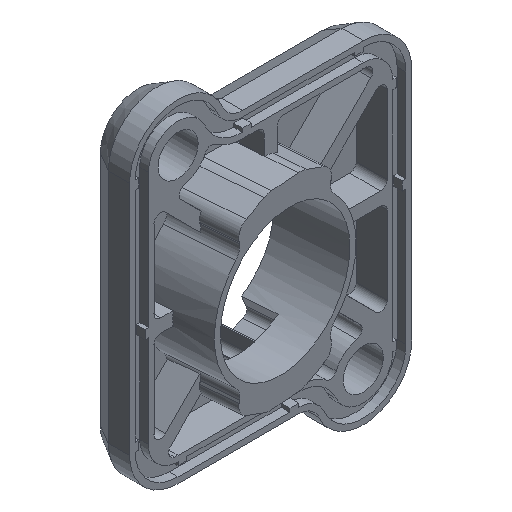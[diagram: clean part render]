
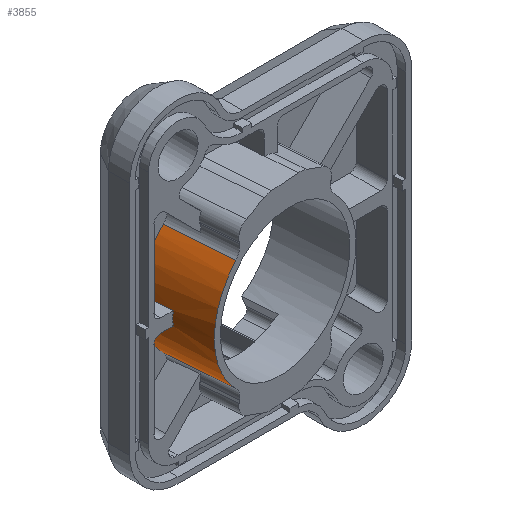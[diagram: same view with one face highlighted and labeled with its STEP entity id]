
A CAD part, isometric view. The second image highlights one B-rep face of the part: STEP entity #3855.
In plain terms, the highlighted cylindrical face has radius 17.5 mm (diameter 35 mm), a partial arc.
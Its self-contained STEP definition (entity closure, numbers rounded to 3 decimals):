
#211=FACE_OUTER_BOUND('',#419,.T.);
#419=EDGE_LOOP('',(#2788,#2789,#2790,#2791,#2792,#2793,#2794,#2795));
#610=CIRCLE('',#4155,17.5);
#753=LINE('',#5758,#1152);
#808=LINE('',#5924,#1207);
#835=LINE('',#6017,#1234);
#836=LINE('',#6020,#1235);
#1152=VECTOR('',#4550,10.);
#1207=VECTOR('',#4709,10.);
#1234=VECTOR('',#4800,10.);
#1235=VECTOR('',#4803,10.);
#1561=ELLIPSE('',#4154,17.554,17.5);
#1562=ELLIPSE('',#4156,17.554,17.5);
#1563=ELLIPSE('',#4157,17.554,17.5);
#1623=VERTEX_POINT('',#5755);
#1624=VERTEX_POINT('',#5757);
#1681=VERTEX_POINT('',#5920);
#1683=VERTEX_POINT('',#5923);
#1715=VERTEX_POINT('',#6011);
#1716=VERTEX_POINT('',#6014);
#1717=VERTEX_POINT('',#6016);
#1718=VERTEX_POINT('',#6018);
#2022=EDGE_CURVE('',#1624,#1623,#753,.T.);
#2103=EDGE_CURVE('',#1681,#1683,#808,.T.);
#2146=EDGE_CURVE('',#1624,#1715,#1561,.T.);
#2147=EDGE_CURVE('',#1623,#1683,#610,.T.);
#2148=EDGE_CURVE('',#1716,#1681,#1562,.T.);
#2149=EDGE_CURVE('',#1717,#1716,#835,.T.);
#2150=EDGE_CURVE('',#1718,#1717,#1563,.T.);
#2151=EDGE_CURVE('',#1715,#1718,#836,.T.);
#2788=ORIENTED_EDGE('',*,*,#2146,.F.);
#2789=ORIENTED_EDGE('',*,*,#2022,.T.);
#2790=ORIENTED_EDGE('',*,*,#2147,.T.);
#2791=ORIENTED_EDGE('',*,*,#2103,.F.);
#2792=ORIENTED_EDGE('',*,*,#2148,.F.);
#2793=ORIENTED_EDGE('',*,*,#2149,.F.);
#2794=ORIENTED_EDGE('',*,*,#2150,.F.);
#2795=ORIENTED_EDGE('',*,*,#2151,.F.);
#3755=CYLINDRICAL_SURFACE('',#4153,17.5);
#3855=ADVANCED_FACE('',(#211),#3755,.T.);
#4153=AXIS2_PLACEMENT_3D('',#6010,#4792,#4793);
#4154=AXIS2_PLACEMENT_3D('',#6012,#4794,#4795);
#4155=AXIS2_PLACEMENT_3D('',#6013,#4796,#4797);
#4156=AXIS2_PLACEMENT_3D('',#6015,#4798,#4799);
#4157=AXIS2_PLACEMENT_3D('',#6019,#4801,#4802);
#4550=DIRECTION('',(0.078,-0.997,0.));
#4709=DIRECTION('',(0.078,-0.997,0.));
#4792=DIRECTION('center_axis',(-0.078,0.997,0.));
#4793=DIRECTION('ref_axis',(-0.692,-0.054,-0.72));
#4794=DIRECTION('center_axis',(0.,1.,0.));
#4795=DIRECTION('ref_axis',(-1.,0.,0.));
#4796=DIRECTION('center_axis',(-0.078,0.997,0.));
#4797=DIRECTION('ref_axis',(-0.692,-0.054,-0.72));
#4798=DIRECTION('center_axis',(0.,1.,0.));
#4799=DIRECTION('ref_axis',(-1.,0.,0.));
#4800=DIRECTION('',(-0.078,0.997,0.));
#4801=DIRECTION('center_axis',(0.,1.,0.));
#4802=DIRECTION('ref_axis',(-1.,0.,0.));
#4803=DIRECTION('',(0.078,-0.997,0.));
#5755=CARTESIAN_POINT('',(-16.157,-8.295,-12.597));
#5757=CARTESIAN_POINT('',(-17.361,7.,-12.597));
#5758=CARTESIAN_POINT('',(-17.727,11.643,-12.597));
#5920=CARTESIAN_POINT('',(-17.361,7.,12.597));
#5923=CARTESIAN_POINT('',(-16.157,-8.295,12.597));
#5924=CARTESIAN_POINT('',(-17.727,11.643,12.597));
#6010=CARTESIAN_POINT('Origin',(-5.616,12.597,0.));
#6011=CARTESIAN_POINT('',(-22.665,7.,-1.5));
#6012=CARTESIAN_POINT('Origin',(-5.176,7.,0.));
#6013=CARTESIAN_POINT('Origin',(-4.047,-7.342,0.));
#6014=CARTESIAN_POINT('',(-22.665,7.,1.5));
#6015=CARTESIAN_POINT('Origin',(-5.176,7.,0.));
#6016=CARTESIAN_POINT('',(-22.114,0.,1.5));
#6017=CARTESIAN_POINT('',(-22.998,11.229,1.5));
#6018=CARTESIAN_POINT('',(-22.114,0.,-1.5));
#6019=CARTESIAN_POINT('Origin',(-4.625,0.,0.));
#6020=CARTESIAN_POINT('',(-22.998,11.229,-1.5));
